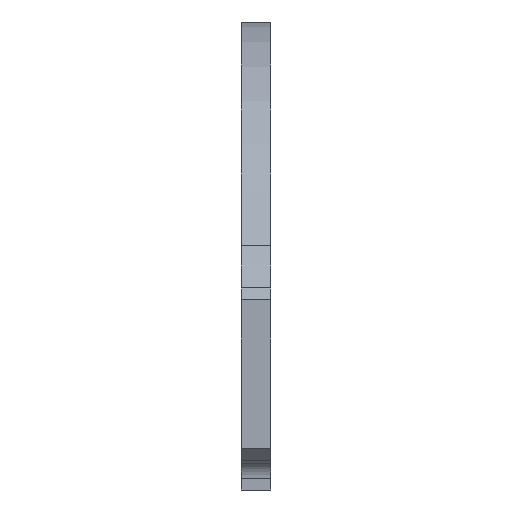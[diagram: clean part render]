
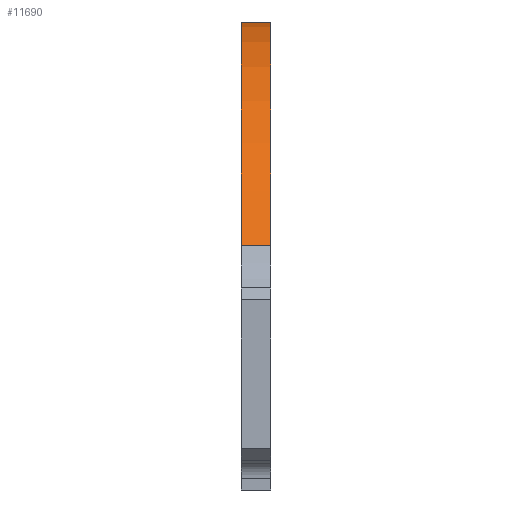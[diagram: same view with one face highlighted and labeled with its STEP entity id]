
A CAD part, left-side view. The second image highlights one B-rep face of the part: STEP entity #11690.
In plain terms, the highlighted cylindrical face has radius 61.761 mm (diameter 123.522 mm), a partial arc.
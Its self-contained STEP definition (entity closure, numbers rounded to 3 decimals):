
#3920=CARTESIAN_POINT('',(-56.834,-131.8,24.172));
#3930=VERTEX_POINT('',#3920);
#3960=CARTESIAN_POINT('',(0.,-131.8,
0.));
#3970=DIRECTION('',(0.,-1.,0.));
#3980=DIRECTION('',(0.92,0.,
0.391));
#3990=AXIS2_PLACEMENT_3D('',#3960,#3970,#3980);
#4000=CIRCLE('',#3990,61.761);
#4010=CARTESIAN_POINT('',(56.834,-131.8,24.172));
#4020=VERTEX_POINT('',#4010);
#4030=EDGE_CURVE('',#4020,#3930,#4000,.T.);
#7550=CARTESIAN_POINT('',(56.834,-126.8,24.172));
#7560=VERTEX_POINT('',#7550);
#7590=CARTESIAN_POINT('',(0.,-126.8,
0.));
#7600=DIRECTION('',(0.,1.,0.));
#7610=DIRECTION('',(-0.92,0.,0.391));
#7620=AXIS2_PLACEMENT_3D('',#7590,#7600,#7610);
#7630=CIRCLE('',#7620,61.761);
#7640=CARTESIAN_POINT('',(-56.834,-126.8,24.172));
#7650=VERTEX_POINT('',#7640);
#7660=EDGE_CURVE('',#7650,#7560,#7630,.T.);
#11410=CARTESIAN_POINT('',(-56.834,-126.8,24.172));
#11420=DIRECTION('',(0.,-1.,0.));
#11430=VECTOR('',#11420,1.);
#11440=LINE('',#11410,#11430);
#11450=EDGE_CURVE('',#7650,#3930,#11440,.T.);
#11530=CARTESIAN_POINT('',(0.,-129.3,0.))
;
#11540=DIRECTION('',(0.,-1.,0.));
#11550=DIRECTION('',(0.92,0.,
0.391));
#11560=AXIS2_PLACEMENT_3D('',#11530,#11540,#11550);
#11570=CYLINDRICAL_SURFACE('',#11560,61.761);
#11580=CARTESIAN_POINT('',(56.834,-126.8,24.172));
#11590=DIRECTION('',(0.,-1.,0.));
#11600=VECTOR('',#11590,1.);
#11610=LINE('',#11580,#11600);
#11620=EDGE_CURVE('',#7560,#4020,#11610,.T.);
#11630=ORIENTED_EDGE('',*,*,#11620,.F.);
#11640=ORIENTED_EDGE('',*,*,#4030,.F.);
#11650=ORIENTED_EDGE('',*,*,#11450,.T.);
#11660=ORIENTED_EDGE('',*,*,#7660,.F.);
#11670=EDGE_LOOP('',(#11660,#11650,#11640,#11630));
#11680=FACE_OUTER_BOUND('',#11670,.T.);
#11690=ADVANCED_FACE('',(#11680),#11570,.T.);
